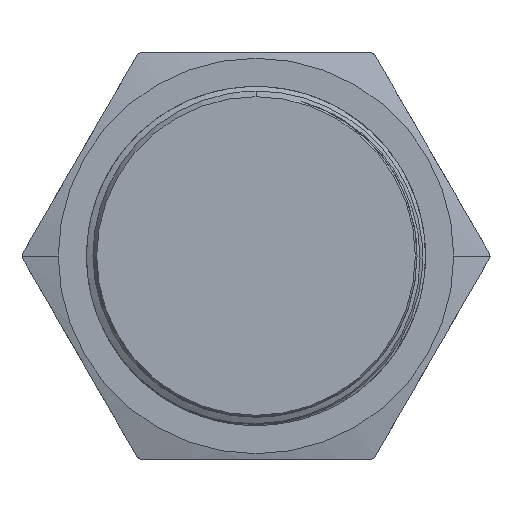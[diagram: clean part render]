
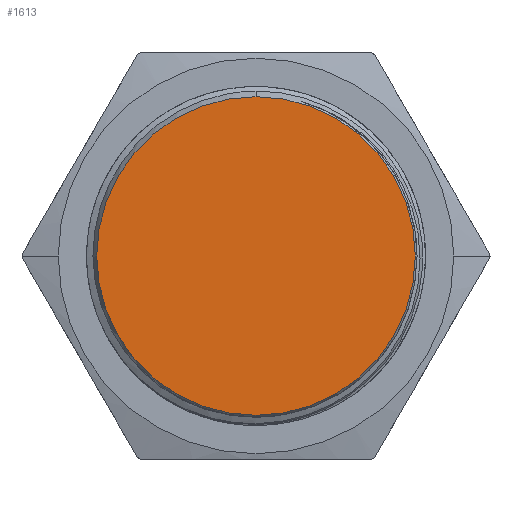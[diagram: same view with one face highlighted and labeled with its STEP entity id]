
A CAD part, front view. The second image highlights one B-rep face of the part: STEP entity #1613.
In plain terms, the highlighted planar face has unit normal (0, -1, 0).
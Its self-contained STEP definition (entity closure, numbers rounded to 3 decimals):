
#293=PLANE('',#20308);
#1613=ADVANCED_FACE('',(#2691),#293,.F.);
#2691=FACE_OUTER_BOUND('',#3778,.T.);
#3778=EDGE_LOOP('',(#9135,#9136));
#4513=CIRCLE('',#19786,14.1);
#4751=CIRCLE('',#20306,14.1);
#9135=ORIENTED_EDGE('',*,*,#16359,.F.);
#9136=ORIENTED_EDGE('',*,*,#15451,.F.);
#13432=VERTEX_POINT('',#26073);
#13433=VERTEX_POINT('',#26075);
#15451=EDGE_CURVE('',#13432,#13433,#4513,.T.);
#16359=EDGE_CURVE('',#13433,#13432,#4751,.T.);
#19786=AXIS2_PLACEMENT_3D('',#26074,#21528,#21529);
#20306=AXIS2_PLACEMENT_3D('',#43020,#22890,#22891);
#20308=AXIS2_PLACEMENT_3D('',#43022,#22894,#22895);
#21528=DIRECTION('',(0.,1.,0.));
#21529=DIRECTION('',(0.,0.,1.));
#22890=DIRECTION('',(0.,1.,0.));
#22891=DIRECTION('',(0.,0.,-1.));
#22894=DIRECTION('',(0.,1.,0.));
#22895=DIRECTION('',(1.,0.,0.));
#26073=CARTESIAN_POINT('',(0.,-5.,14.1));
#26074=CARTESIAN_POINT('',(0.,-5.,0.));
#26075=CARTESIAN_POINT('',(0.,-5.,-14.1));
#43020=CARTESIAN_POINT('',(0.,-5.,0.));
#43022=CARTESIAN_POINT('',(-18.5,-5.,-16.075));
